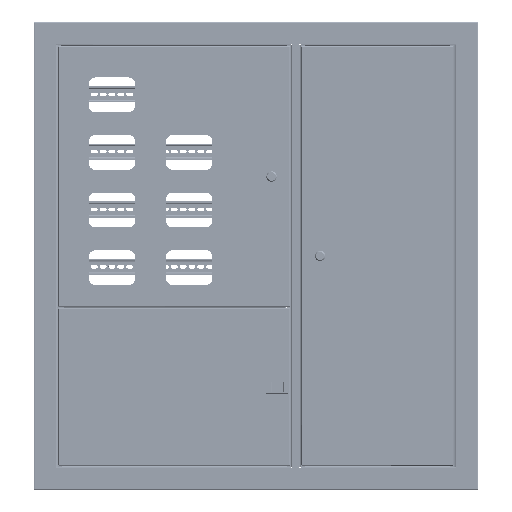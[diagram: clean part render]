
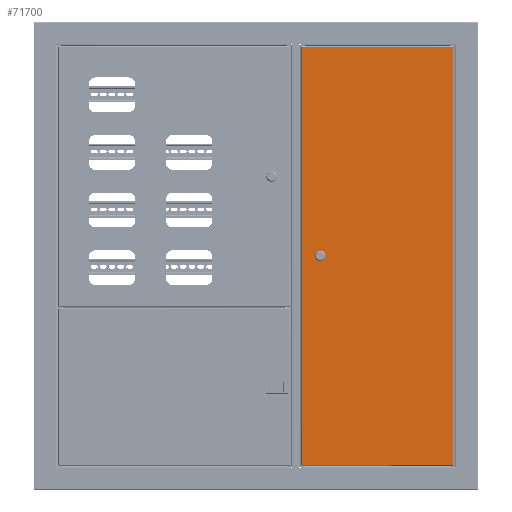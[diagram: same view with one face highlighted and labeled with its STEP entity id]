
A CAD part, top view. The second image highlights one B-rep face of the part: STEP entity #71700.
In plain terms, the highlighted planar face has unit normal (0, 0, 1).
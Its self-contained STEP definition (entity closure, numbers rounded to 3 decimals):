
#918 = EDGE_CURVE ( 'NONE', #24811, #43610, #81902, .T. ) ;
#1072 = VERTEX_POINT ( 'NONE', #62612 ) ;
#1753 = DIRECTION ( 'NONE',  ( 1., 0., 0. ) ) ;
#2892 = DIRECTION ( 'NONE',  ( 0., 0., -1. ) ) ;
#3765 = CARTESIAN_POINT ( 'NONE',  ( 894.993, 324., 0. ) ) ;
#4417 = EDGE_LOOP ( 'NONE', ( #48776, #5842, #59932, #78978, #58498 ) ) ;
#5842 = ORIENTED_EDGE ( 'NONE', *, *, #22148, .F. ) ;
#8097 = VECTOR ( 'NONE', #61510, 1000. ) ;
#8197 = CIRCLE ( 'NONE', #61948, 9.25 ) ;
#8340 = ORIENTED_EDGE ( 'NONE', *, *, #918, .T. ) ;
#8682 = DIRECTION ( 'NONE',  ( 0., 0., 1. ) ) ;
#10768 = DIRECTION ( 'NONE',  ( -1., 0., 0. ) ) ;
#11094 = EDGE_CURVE ( 'NONE', #1072, #73682, #68116, .T. ) ;
#12005 = CARTESIAN_POINT ( 'NONE',  ( 0., 325.7, 0. ) ) ;
#13073 = AXIS2_PLACEMENT_3D ( 'NONE', #47070, #20589, #46228 ) ;
#14682 = VECTOR ( 'NONE', #17641, 1000. ) ;
#16402 = CARTESIAN_POINT ( 'NONE',  ( 451.849, 48.5, 0. ) ) ;
#17391 = CARTESIAN_POINT ( 'NONE',  ( 894.7, 324., 0. ) ) ;
#17641 = DIRECTION ( 'NONE',  ( -1., 0., 0. ) ) ;
#18753 = VERTEX_POINT ( 'NONE', #44893 ) ;
#20589 = DIRECTION ( 'NONE',  ( 0., 0., 1. ) ) ;
#22117 = CARTESIAN_POINT ( 'NONE',  ( 448.2, 40., 0. ) ) ;
#22148 = EDGE_CURVE ( 'NONE', #60076, #1072, #69387, .T. ) ;
#23714 = EDGE_CURVE ( 'NONE', #18753, #24811, #62370, .T. ) ;
#24220 = EDGE_CURVE ( 'NONE', #28891, #18753, #51271, .T. ) ;
#24721 = VERTEX_POINT ( 'NONE', #60309 ) ;
#24811 = VERTEX_POINT ( 'NONE', #17391 ) ;
#24826 = DIRECTION ( 'NONE',  ( 1., 0., 0. ) ) ;
#24995 = EDGE_CURVE ( 'NONE', #32436, #24721, #32479, .T. ) ;
#25465 = EDGE_CURVE ( 'NONE', #73682, #32436, #47838, .T. ) ;
#26152 = CARTESIAN_POINT ( 'NONE',  ( 451.849, 31.5, 0. ) ) ;
#26873 = EDGE_LOOP ( 'NONE', ( #49893, #79859, #8340, #57194 ) ) ;
#27806 = VECTOR ( 'NONE', #1753, 1000. ) ;
#28891 = VERTEX_POINT ( 'NONE', #62703 ) ;
#28989 = DIRECTION ( 'NONE',  ( -1., 0., 0. ) ) ;
#32436 = VERTEX_POINT ( 'NONE', #40767 ) ;
#32479 = LINE ( 'NONE', #26152, #27806 ) ;
#33149 = AXIS2_PLACEMENT_3D ( 'NONE', #22117, #8682, #59565 ) ;
#35011 = LINE ( 'NONE', #35844, #8097 ) ;
#35844 = CARTESIAN_POINT ( 'NONE',  ( 1.7, 324.293, 0. ) ) ;
#35947 = AXIS2_PLACEMENT_3D ( 'NONE', #12005, #2892, #10768 ) ;
#36788 = CARTESIAN_POINT ( 'NONE',  ( 1.7, 324., 0. ) ) ;
#39011 = CARTESIAN_POINT ( 'NONE',  ( 448.2, 40., 0. ) ) ;
#40767 = CARTESIAN_POINT ( 'NONE',  ( 444.551, 31.5, 0. ) ) ;
#43610 = VERTEX_POINT ( 'NONE', #36788 ) ;
#44893 = CARTESIAN_POINT ( 'NONE',  ( 894.7, 1.7, 0. ) ) ;
#46228 = DIRECTION ( 'NONE',  ( 1., 0., 0. ) ) ;
#47070 = CARTESIAN_POINT ( 'NONE',  ( 448.2, 40., 0. ) ) ;
#47838 = CIRCLE ( 'NONE', #13073, 9.25 ) ;
#48776 = ORIENTED_EDGE ( 'NONE', *, *, #11094, .F. ) ;
#49002 = EDGE_CURVE ( 'NONE', #43610, #28891, #35011, .T. ) ;
#49893 = ORIENTED_EDGE ( 'NONE', *, *, #24220, .T. ) ;
#51271 = LINE ( 'NONE', #82796, #77483 ) ;
#53366 = VECTOR ( 'NONE', #75347, 1000. ) ;
#56599 = FACE_BOUND ( 'NONE', #4417, .T. ) ;
#57194 = ORIENTED_EDGE ( 'NONE', *, *, #49002, .T. ) ;
#58364 = DIRECTION ( 'NONE',  ( 0., 0., 1. ) ) ;
#58498 = ORIENTED_EDGE ( 'NONE', *, *, #25465, .F. ) ;
#58954 = VECTOR ( 'NONE', #28989, 1000. ) ;
#59402 = CARTESIAN_POINT ( 'NONE',  ( 444.551, 48.5, 0. ) ) ;
#59565 = DIRECTION ( 'NONE',  ( 1., 0., 0. ) ) ;
#59932 = ORIENTED_EDGE ( 'NONE', *, *, #59973, .F. ) ;
#59973 = EDGE_CURVE ( 'NONE', #24721, #60076, #8197, .T. ) ;
#60076 = VERTEX_POINT ( 'NONE', #78487 ) ;
#60309 = CARTESIAN_POINT ( 'NONE',  ( 451.849, 31.5, 0. ) ) ;
#60516 = FACE_OUTER_BOUND ( 'NONE', #26873, .T. ) ;
#61510 = DIRECTION ( 'NONE',  ( 0., -1., 0. ) ) ;
#61948 = AXIS2_PLACEMENT_3D ( 'NONE', #39011, #58364, #71348 ) ;
#62370 = LINE ( 'NONE', #62791, #53366 ) ;
#62484 = PLANE ( 'NONE',  #35947 ) ;
#62612 = CARTESIAN_POINT ( 'NONE',  ( 451.849, 48.5, 0. ) ) ;
#62703 = CARTESIAN_POINT ( 'NONE',  ( 1.7, 1.7, 0. ) ) ;
#62791 = CARTESIAN_POINT ( 'NONE',  ( 894.7, 0., 0. ) ) ;
#68116 = LINE ( 'NONE', #16402, #14682 ) ;
#69387 = CIRCLE ( 'NONE', #33149, 9.25 ) ;
#71348 = DIRECTION ( 'NONE',  ( 1., 0., 0. ) ) ;
#71700 = ADVANCED_FACE ( 'NONE', ( #56599, #60516 ), #62484, .F. ) ;
#73682 = VERTEX_POINT ( 'NONE', #59402 ) ;
#75347 = DIRECTION ( 'NONE',  ( 0., 1., 0. ) ) ;
#77483 = VECTOR ( 'NONE', #24826, 1000. ) ;
#78487 = CARTESIAN_POINT ( 'NONE',  ( 457.45, 40., 0. ) ) ;
#78978 = ORIENTED_EDGE ( 'NONE', *, *, #24995, .F. ) ;
#79859 = ORIENTED_EDGE ( 'NONE', *, *, #23714, .T. ) ;
#81902 = LINE ( 'NONE', #3765, #58954 ) ;
#82796 = CARTESIAN_POINT ( 'NONE',  ( 1.7, 1.7, 0. ) ) ;
